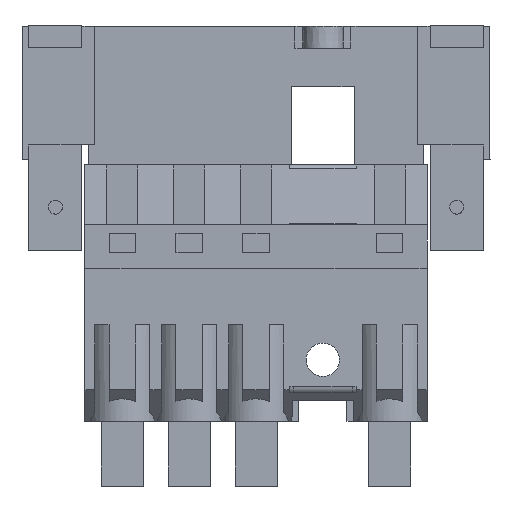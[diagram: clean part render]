
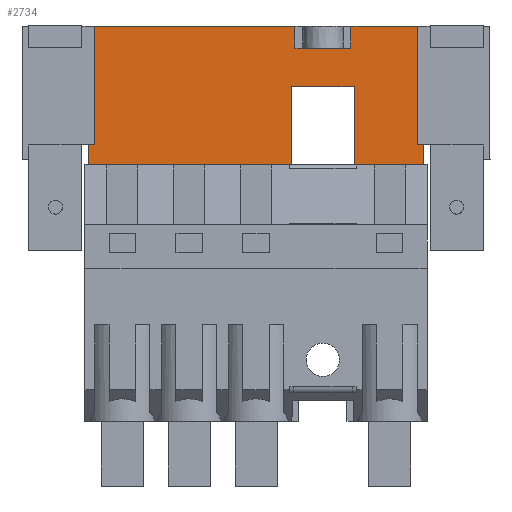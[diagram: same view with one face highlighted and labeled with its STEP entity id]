
A CAD part, front view. The second image highlights one B-rep face of the part: STEP entity #2734.
In plain terms, the highlighted planar face has unit normal (0, -1, 0).
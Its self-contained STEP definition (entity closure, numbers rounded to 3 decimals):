
#2595=AXIS2_PLACEMENT_3D('Plane Axis2P3D',#2592,#2593,#2594) ;
#2476=CARTESIAN_POINT('Vertex',(7.606,3.,36.6)) ;
#2479=CARTESIAN_POINT('Line Origine',(7.606,3.,37.74)) ;
#2483=CARTESIAN_POINT('Vertex',(7.606,3.,38.88)) ;
#2592=CARTESIAN_POINT('Axis2P3D Location',(30.93,3.,36.6)) ;
#2597=CARTESIAN_POINT('Line Origine',(41.305,3.,52.4)) ;
#2601=CARTESIAN_POINT('Vertex',(37.49,3.,52.4)) ;
#2603=CARTESIAN_POINT('Vertex',(45.12,3.,52.4)) ;
#2606=CARTESIAN_POINT('Line Origine',(37.479,3.,51.15)) ;
#2610=CARTESIAN_POINT('Vertex',(37.468,3.,49.9)) ;
#2613=CARTESIAN_POINT('Line Origine',(34.29,3.,49.9)) ;
#2617=CARTESIAN_POINT('Vertex',(31.112,3.,49.9)) ;
#2620=CARTESIAN_POINT('Line Origine',(31.101,3.,51.15)) ;
#2624=CARTESIAN_POINT('Vertex',(31.09,3.,52.4)) ;
#2627=CARTESIAN_POINT('Line Origine',(30.785,3.,52.4)) ;
#2631=CARTESIAN_POINT('Vertex',(30.48,3.,52.4)) ;
#2634=CARTESIAN_POINT('Line Origine',(19.35,3.,52.4)) ;
#2638=CARTESIAN_POINT('Vertex',(8.22,3.,52.4)) ;
#2641=CARTESIAN_POINT('Line Origine',(8.22,3.,45.64)) ;
#2645=CARTESIAN_POINT('Vertex',(8.22,3.,38.88)) ;
#2648=CARTESIAN_POINT('Line Origine',(7.913,3.,38.88)) ;
#2653=CARTESIAN_POINT('Line Origine',(19.043,3.,36.6)) ;
#2657=CARTESIAN_POINT('Vertex',(30.48,3.,36.6)) ;
#2660=CARTESIAN_POINT('Line Origine',(30.605,3.,36.6)) ;
#2664=CARTESIAN_POINT('Vertex',(30.73,3.,36.6)) ;
#2667=CARTESIAN_POINT('Line Origine',(30.73,3.,41.05)) ;
#2671=CARTESIAN_POINT('Vertex',(30.73,3.,45.5)) ;
#2674=CARTESIAN_POINT('Line Origine',(34.29,3.,45.5)) ;
#2678=CARTESIAN_POINT('Vertex',(37.85,3.,45.5)) ;
#2681=CARTESIAN_POINT('Line Origine',(37.85,3.,41.05)) ;
#2685=CARTESIAN_POINT('Vertex',(37.85,3.,36.6)) ;
#2688=CARTESIAN_POINT('Line Origine',(41.792,3.,36.6)) ;
#2692=CARTESIAN_POINT('Vertex',(45.734,3.,36.6)) ;
#2695=CARTESIAN_POINT('Line Origine',(45.734,3.,37.74)) ;
#2699=CARTESIAN_POINT('Vertex',(45.734,3.,38.88)) ;
#2702=CARTESIAN_POINT('Line Origine',(45.427,3.,38.88)) ;
#2706=CARTESIAN_POINT('Vertex',(45.12,3.,38.88)) ;
#2709=CARTESIAN_POINT('Line Origine',(45.12,3.,45.64)) ;
#2480=DIRECTION('Vector Direction',(0.,0.,-1.)) ;
#2593=DIRECTION('Axis2P3D Direction',(0.,-1.,0.)) ;
#2594=DIRECTION('Axis2P3D XDirection',(0.,0.,1.)) ;
#2598=DIRECTION('Vector Direction',(1.,0.,0.)) ;
#2607=DIRECTION('Vector Direction',(0.009,0.,1.)) ;
#2614=DIRECTION('Vector Direction',(-1.,0.,0.)) ;
#2621=DIRECTION('Vector Direction',(-0.009,0.,1.)) ;
#2628=DIRECTION('Vector Direction',(-1.,0.,0.)) ;
#2635=DIRECTION('Vector Direction',(-1.,0.,0.)) ;
#2642=DIRECTION('Vector Direction',(0.,0.,-1.)) ;
#2649=DIRECTION('Vector Direction',(-1.,0.,0.)) ;
#2654=DIRECTION('Vector Direction',(-1.,0.,0.)) ;
#2661=DIRECTION('Vector Direction',(-1.,0.,0.)) ;
#2668=DIRECTION('Vector Direction',(0.,0.,1.)) ;
#2675=DIRECTION('Vector Direction',(1.,0.,0.)) ;
#2682=DIRECTION('Vector Direction',(0.,0.,1.)) ;
#2689=DIRECTION('Vector Direction',(1.,0.,0.)) ;
#2696=DIRECTION('Vector Direction',(0.,0.,-1.)) ;
#2703=DIRECTION('Vector Direction',(1.,0.,0.)) ;
#2710=DIRECTION('Vector Direction',(0.,0.,-1.)) ;
#2481=VECTOR('Line Direction',#2480,1.) ;
#2599=VECTOR('Line Direction',#2598,1.) ;
#2608=VECTOR('Line Direction',#2607,1.) ;
#2615=VECTOR('Line Direction',#2614,1.) ;
#2622=VECTOR('Line Direction',#2621,1.) ;
#2629=VECTOR('Line Direction',#2628,1.) ;
#2636=VECTOR('Line Direction',#2635,1.) ;
#2643=VECTOR('Line Direction',#2642,1.) ;
#2650=VECTOR('Line Direction',#2649,1.) ;
#2655=VECTOR('Line Direction',#2654,1.) ;
#2662=VECTOR('Line Direction',#2661,1.) ;
#2669=VECTOR('Line Direction',#2668,1.) ;
#2676=VECTOR('Line Direction',#2675,1.) ;
#2683=VECTOR('Line Direction',#2682,1.) ;
#2690=VECTOR('Line Direction',#2689,1.) ;
#2697=VECTOR('Line Direction',#2696,1.) ;
#2704=VECTOR('Line Direction',#2703,1.) ;
#2711=VECTOR('Line Direction',#2710,1.) ;
#2715=ORIENTED_EDGE('',*,*,#2605,.F.) ;
#2716=ORIENTED_EDGE('',*,*,#2612,.T.) ;
#2717=ORIENTED_EDGE('',*,*,#2619,.T.) ;
#2718=ORIENTED_EDGE('',*,*,#2626,.T.) ;
#2719=ORIENTED_EDGE('',*,*,#2633,.F.) ;
#2720=ORIENTED_EDGE('',*,*,#2640,.T.) ;
#2721=ORIENTED_EDGE('',*,*,#2647,.T.) ;
#2722=ORIENTED_EDGE('',*,*,#2652,.T.) ;
#2723=ORIENTED_EDGE('',*,*,#2485,.T.) ;
#2724=ORIENTED_EDGE('',*,*,#2659,.F.) ;
#2725=ORIENTED_EDGE('',*,*,#2666,.F.) ;
#2726=ORIENTED_EDGE('',*,*,#2673,.T.) ;
#2727=ORIENTED_EDGE('',*,*,#2680,.T.) ;
#2728=ORIENTED_EDGE('',*,*,#2687,.F.) ;
#2729=ORIENTED_EDGE('',*,*,#2694,.T.) ;
#2730=ORIENTED_EDGE('',*,*,#2701,.F.) ;
#2731=ORIENTED_EDGE('',*,*,#2708,.F.) ;
#2732=ORIENTED_EDGE('',*,*,#2713,.F.) ;
#2734=ADVANCED_FACE('HOUSING',(#2733),#2596,.T.) ;
#2485=EDGE_CURVE('',#2484,#2477,#2482,.T.) ;
#2605=EDGE_CURVE('',#2602,#2604,#2600,.T.) ;
#2612=EDGE_CURVE('',#2602,#2611,#2609,.F.) ;
#2619=EDGE_CURVE('',#2611,#2618,#2616,.T.) ;
#2626=EDGE_CURVE('',#2618,#2625,#2623,.T.) ;
#2633=EDGE_CURVE('',#2632,#2625,#2630,.F.) ;
#2640=EDGE_CURVE('',#2632,#2639,#2637,.T.) ;
#2647=EDGE_CURVE('',#2639,#2646,#2644,.T.) ;
#2652=EDGE_CURVE('',#2646,#2484,#2651,.T.) ;
#2659=EDGE_CURVE('',#2658,#2477,#2656,.T.) ;
#2666=EDGE_CURVE('',#2665,#2658,#2663,.T.) ;
#2673=EDGE_CURVE('',#2665,#2672,#2670,.T.) ;
#2680=EDGE_CURVE('',#2672,#2679,#2677,.T.) ;
#2687=EDGE_CURVE('',#2686,#2679,#2684,.T.) ;
#2694=EDGE_CURVE('',#2686,#2693,#2691,.T.) ;
#2701=EDGE_CURVE('',#2700,#2693,#2698,.T.) ;
#2708=EDGE_CURVE('',#2707,#2700,#2705,.T.) ;
#2713=EDGE_CURVE('',#2604,#2707,#2712,.T.) ;
#2714=EDGE_LOOP('',(#2715,#2716,#2717,#2718,#2719,#2720,#2721,#2722,#2723,#2724,#2725,#2726,#2727,#2728,#2729,#2730,#2731,#2732)) ;
#2733=FACE_OUTER_BOUND('',#2714,.T.) ;
#2482=LINE('Line',#2479,#2481) ;
#2600=LINE('Line',#2597,#2599) ;
#2609=LINE('Line',#2606,#2608) ;
#2616=LINE('Line',#2613,#2615) ;
#2623=LINE('Line',#2620,#2622) ;
#2630=LINE('Line',#2627,#2629) ;
#2637=LINE('Line',#2634,#2636) ;
#2644=LINE('Line',#2641,#2643) ;
#2651=LINE('Line',#2648,#2650) ;
#2656=LINE('Line',#2653,#2655) ;
#2663=LINE('Line',#2660,#2662) ;
#2670=LINE('Line',#2667,#2669) ;
#2677=LINE('Line',#2674,#2676) ;
#2684=LINE('Line',#2681,#2683) ;
#2691=LINE('Line',#2688,#2690) ;
#2698=LINE('Line',#2695,#2697) ;
#2705=LINE('Line',#2702,#2704) ;
#2712=LINE('Line',#2709,#2711) ;
#2596=PLANE('',#2595) ;
#2477=VERTEX_POINT('',#2476) ;
#2484=VERTEX_POINT('',#2483) ;
#2602=VERTEX_POINT('',#2601) ;
#2604=VERTEX_POINT('',#2603) ;
#2611=VERTEX_POINT('',#2610) ;
#2618=VERTEX_POINT('',#2617) ;
#2625=VERTEX_POINT('',#2624) ;
#2632=VERTEX_POINT('',#2631) ;
#2639=VERTEX_POINT('',#2638) ;
#2646=VERTEX_POINT('',#2645) ;
#2658=VERTEX_POINT('',#2657) ;
#2665=VERTEX_POINT('',#2664) ;
#2672=VERTEX_POINT('',#2671) ;
#2679=VERTEX_POINT('',#2678) ;
#2686=VERTEX_POINT('',#2685) ;
#2693=VERTEX_POINT('',#2692) ;
#2700=VERTEX_POINT('',#2699) ;
#2707=VERTEX_POINT('',#2706) ;
